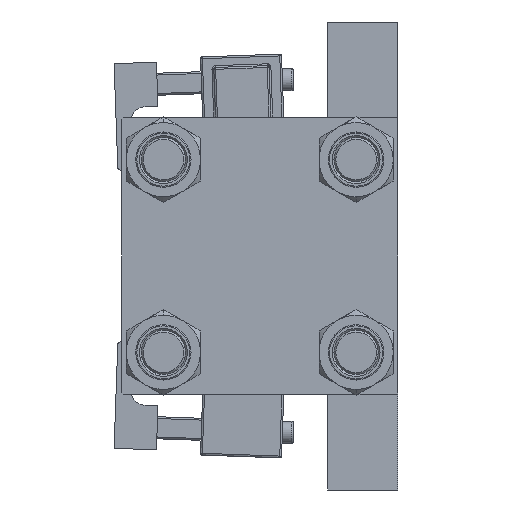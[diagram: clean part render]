
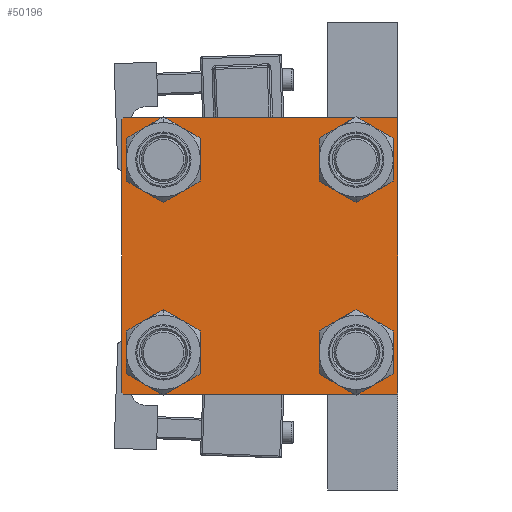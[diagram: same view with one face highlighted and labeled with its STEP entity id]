
A CAD part, left-side view. The second image highlights one B-rep face of the part: STEP entity #50196.
In plain terms, the highlighted planar face has unit normal (-1, 0, 0).
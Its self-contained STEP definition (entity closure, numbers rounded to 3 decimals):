
#625 = CARTESIAN_POINT ( 'NONE',  ( 0., 0., 0. ) ) ;
#842 = VERTEX_POINT ( 'NONE', #22507 ) ;
#1558 = CARTESIAN_POINT ( 'NONE',  ( 0., 37.5, 37.5 ) ) ;
#1644 = ORIENTED_EDGE ( 'NONE', *, *, #22127, .T. ) ;
#1689 = ORIENTED_EDGE ( 'NONE', *, *, #45697, .T. ) ;
#2409 = CARTESIAN_POINT ( 'NONE',  ( 0., 37.5, -37.5 ) ) ;
#2578 = AXIS2_PLACEMENT_3D ( 'NONE', #11243, #35422, #47895 ) ;
#3961 = LINE ( 'NONE', #19805, #13208 ) ;
#4992 = AXIS2_PLACEMENT_3D ( 'NONE', #625, #24019, #44012 ) ;
#5605 = CARTESIAN_POINT ( 'NONE',  ( 0., -37.5, 37. ) ) ;
#5868 = AXIS2_PLACEMENT_3D ( 'NONE', #13810, #29676, #45512 ) ;
#5991 = CARTESIAN_POINT ( 'NONE',  ( 0., 26.15, -19.65 ) ) ;
#6128 = ORIENTED_EDGE ( 'NONE', *, *, #12732, .T. ) ;
#8170 = PLANE ( 'NONE',  #4992 ) ;
#8518 = EDGE_LOOP ( 'NONE', ( #10949, #38419 ) ) ;
#8679 = CARTESIAN_POINT ( 'NONE',  ( 0., -37., 37.5 ) ) ;
#8686 = DIRECTION ( 'NONE',  ( 0., 0., 1. ) ) ;
#8716 = ORIENTED_EDGE ( 'NONE', *, *, #49348, .T. ) ;
#9210 = CIRCLE ( 'NONE', #5868, 6.5 ) ;
#9328 = CARTESIAN_POINT ( 'NONE',  ( 0., 37., -37.5 ) ) ;
#9777 = EDGE_CURVE ( 'NONE', #34421, #24233, #37104, .T. ) ;
#10089 = CARTESIAN_POINT ( 'NONE',  ( 0., -26.15, -19.65 ) ) ;
#10455 = VERTEX_POINT ( 'NONE', #26599 ) ;
#10596 = AXIS2_PLACEMENT_3D ( 'NONE', #19202, #35062, #15310 ) ;
#10598 = DIRECTION ( 'NONE',  ( 1., 0., 0. ) ) ;
#10949 = ORIENTED_EDGE ( 'NONE', *, *, #47875, .T. ) ;
#10972 = VERTEX_POINT ( 'NONE', #5991 ) ;
#11243 = CARTESIAN_POINT ( 'NONE',  ( 0., -26.15, 26.15 ) ) ;
#11450 = CIRCLE ( 'NONE', #10596, 6.5 ) ;
#11587 = DIRECTION ( 'NONE',  ( 1., 0., 0. ) ) ;
#11991 = ORIENTED_EDGE ( 'NONE', *, *, #48058, .T. ) ;
#12057 = FACE_BOUND ( 'NONE', #8518, .T. ) ;
#12321 = FACE_OUTER_BOUND ( 'NONE', #19256, .T. ) ;
#12573 = CARTESIAN_POINT ( 'NONE',  ( 0., 26.15, 26.15 ) ) ;
#12587 = CARTESIAN_POINT ( 'NONE',  ( 0., -26.15, -26.15 ) ) ;
#12732 = EDGE_CURVE ( 'NONE', #42952, #10455, #25711, .T. ) ;
#12736 = CARTESIAN_POINT ( 'NONE',  ( 0., -37., -37.5 ) ) ;
#13208 = VECTOR ( 'NONE', #46591, 1000. ) ;
#13810 = CARTESIAN_POINT ( 'NONE',  ( 0., -26.15, 26.15 ) ) ;
#14485 = CARTESIAN_POINT ( 'NONE',  ( 0., -26.15, -26.15 ) ) ;
#14857 = VECTOR ( 'NONE', #17751, 1000. ) ;
#15310 = DIRECTION ( 'NONE',  ( 0., 0., 1. ) ) ;
#15472 = EDGE_CURVE ( 'NONE', #40222, #24233, #38751, .T. ) ;
#15964 = DIRECTION ( 'NONE',  ( 1., 0., 0. ) ) ;
#17218 = AXIS2_PLACEMENT_3D ( 'NONE', #12587, #20902, #8686 ) ;
#17356 = VERTEX_POINT ( 'NONE', #34043 ) ;
#17401 = LINE ( 'NONE', #24426, #38825 ) ;
#17751 = DIRECTION ( 'NONE',  ( 0., 0.707, -0.707 ) ) ;
#17911 = DIRECTION ( 'NONE',  ( 0., 0., -1. ) ) ;
#18155 = CARTESIAN_POINT ( 'NONE',  ( 0., 37.5, 37.5 ) ) ;
#18402 = LINE ( 'NONE', #18155, #24254 ) ;
#18481 = VERTEX_POINT ( 'NONE', #8679 ) ;
#19202 = CARTESIAN_POINT ( 'NONE',  ( 0., 26.15, -26.15 ) ) ;
#19256 = EDGE_LOOP ( 'NONE', ( #6128, #1689, #8716, #26938, #21883, #27513, #28860, #11991 ) ) ;
#19332 = FACE_BOUND ( 'NONE', #19942, .T. ) ;
#19452 = LINE ( 'NONE', #2409, #40621 ) ;
#19805 = CARTESIAN_POINT ( 'NONE',  ( 0., -37.25, 37.25 ) ) ;
#19942 = EDGE_LOOP ( 'NONE', ( #1644, #20099 ) ) ;
#20099 = ORIENTED_EDGE ( 'NONE', *, *, #22860, .T. ) ;
#20759 = VERTEX_POINT ( 'NONE', #42268 ) ;
#20902 = DIRECTION ( 'NONE',  ( 1., 0., 0. ) ) ;
#21650 = CARTESIAN_POINT ( 'NONE',  ( 0., 37.25, 37.25 ) ) ;
#21883 = ORIENTED_EDGE ( 'NONE', *, *, #9777, .F. ) ;
#22127 = EDGE_CURVE ( 'NONE', #23440, #49035, #37141, .T. ) ;
#22323 = CIRCLE ( 'NONE', #24003, 6.5 ) ;
#22465 = CIRCLE ( 'NONE', #2578, 6.5 ) ;
#22507 = CARTESIAN_POINT ( 'NONE',  ( 0., -26.15, 19.65 ) ) ;
#22651 = CARTESIAN_POINT ( 'NONE',  ( 0., -37.25, -37.25 ) ) ;
#22860 = EDGE_CURVE ( 'NONE', #49035, #23440, #36323, .T. ) ;
#23026 = AXIS2_PLACEMENT_3D ( 'NONE', #14485, #10598, #50609 ) ;
#23172 = DIRECTION ( 'NONE',  ( 0., -0.707, 0.707 ) ) ;
#23296 = CARTESIAN_POINT ( 'NONE',  ( 0., 26.15, -26.15 ) ) ;
#23356 = EDGE_CURVE ( 'NONE', #34473, #10972, #11450, .T. ) ;
#23440 = VERTEX_POINT ( 'NONE', #10089 ) ;
#23545 = DIRECTION ( 'NONE',  ( 0., 0., 1. ) ) ;
#24003 = AXIS2_PLACEMENT_3D ( 'NONE', #39078, #50782, #26605 ) ;
#24019 = DIRECTION ( 'NONE',  ( -1., 0., 0. ) ) ;
#24233 = VERTEX_POINT ( 'NONE', #47352 ) ;
#24254 = VECTOR ( 'NONE', #41297, 1000. ) ;
#24426 = CARTESIAN_POINT ( 'NONE',  ( 0., 37.25, -37.25 ) ) ;
#25213 = EDGE_CURVE ( 'NONE', #34421, #18481, #3961, .T. ) ;
#25711 = LINE ( 'NONE', #1558, #43837 ) ;
#26153 = VERTEX_POINT ( 'NONE', #9328 ) ;
#26599 = CARTESIAN_POINT ( 'NONE',  ( 0., 37.5, -37. ) ) ;
#26605 = DIRECTION ( 'NONE',  ( 0., 0., 1. ) ) ;
#26938 = ORIENTED_EDGE ( 'NONE', *, *, #15472, .T. ) ;
#27418 = ORIENTED_EDGE ( 'NONE', *, *, #29581, .T. ) ;
#27513 = ORIENTED_EDGE ( 'NONE', *, *, #25213, .T. ) ;
#28721 = VECTOR ( 'NONE', #23172, 1000. ) ;
#28860 = ORIENTED_EDGE ( 'NONE', *, *, #36503, .F. ) ;
#29450 = LINE ( 'NONE', #21650, #14857 ) ;
#29581 = EDGE_CURVE ( 'NONE', #842, #20759, #9210, .T. ) ;
#29676 = DIRECTION ( 'NONE',  ( 1., 0., 0. ) ) ;
#31057 = EDGE_LOOP ( 'NONE', ( #33528, #50376 ) ) ;
#31271 = CARTESIAN_POINT ( 'NONE',  ( 0., 26.15, -32.65 ) ) ;
#32434 = EDGE_LOOP ( 'NONE', ( #37804, #27418 ) ) ;
#32582 = CARTESIAN_POINT ( 'NONE',  ( 0., 26.15, 19.65 ) ) ;
#33258 = EDGE_CURVE ( 'NONE', #20759, #842, #22465, .T. ) ;
#33528 = ORIENTED_EDGE ( 'NONE', *, *, #41865, .T. ) ;
#33829 = AXIS2_PLACEMENT_3D ( 'NONE', #23296, #11587, #23545 ) ;
#34043 = CARTESIAN_POINT ( 'NONE',  ( 0., 37., 37.5 ) ) ;
#34421 = VERTEX_POINT ( 'NONE', #5605 ) ;
#34473 = VERTEX_POINT ( 'NONE', #31271 ) ;
#34821 = CIRCLE ( 'NONE', #49745, 6.5 ) ;
#35062 = DIRECTION ( 'NONE',  ( 1., 0., 0. ) ) ;
#35422 = DIRECTION ( 'NONE',  ( 1., 0., 0. ) ) ;
#35449 = DIRECTION ( 'NONE',  ( 0., 0., 1. ) ) ;
#36323 = CIRCLE ( 'NONE', #23026, 6.5 ) ;
#36503 = EDGE_CURVE ( 'NONE', #17356, #18481, #18402, .T. ) ;
#37104 = LINE ( 'NONE', #45909, #48721 ) ;
#37141 = CIRCLE ( 'NONE', #17218, 6.5 ) ;
#37804 = ORIENTED_EDGE ( 'NONE', *, *, #33258, .T. ) ;
#38419 = ORIENTED_EDGE ( 'NONE', *, *, #48741, .T. ) ;
#38583 = VERTEX_POINT ( 'NONE', #44806 ) ;
#38751 = LINE ( 'NONE', #22651, #28721 ) ;
#38825 = VECTOR ( 'NONE', #49351, 1000. ) ;
#38889 = CARTESIAN_POINT ( 'NONE',  ( 0., 37.5, 37. ) ) ;
#39078 = CARTESIAN_POINT ( 'NONE',  ( 0., 26.15, 26.15 ) ) ;
#40222 = VERTEX_POINT ( 'NONE', #12736 ) ;
#40621 = VECTOR ( 'NONE', #47277, 1000. ) ;
#41297 = DIRECTION ( 'NONE',  ( 0., -1., 0. ) ) ;
#41504 = DIRECTION ( 'NONE',  ( 0., 0., -1. ) ) ;
#41865 = EDGE_CURVE ( 'NONE', #10972, #34473, #45487, .T. ) ;
#42268 = CARTESIAN_POINT ( 'NONE',  ( 0., -26.15, 32.65 ) ) ;
#42952 = VERTEX_POINT ( 'NONE', #38889 ) ;
#43264 = VERTEX_POINT ( 'NONE', #32582 ) ;
#43757 = FACE_BOUND ( 'NONE', #32434, .T. ) ;
#43837 = VECTOR ( 'NONE', #17911, 1000. ) ;
#44012 = DIRECTION ( 'NONE',  ( 0., 0., 1. ) ) ;
#44806 = CARTESIAN_POINT ( 'NONE',  ( 0., 26.15, 32.65 ) ) ;
#45487 = CIRCLE ( 'NONE', #33829, 6.5 ) ;
#45512 = DIRECTION ( 'NONE',  ( 0., 0., 1. ) ) ;
#45697 = EDGE_CURVE ( 'NONE', #10455, #26153, #17401, .T. ) ;
#45909 = CARTESIAN_POINT ( 'NONE',  ( 0., -37.5, 37.5 ) ) ;
#46591 = DIRECTION ( 'NONE',  ( 0., 0.707, 0.707 ) ) ;
#47277 = DIRECTION ( 'NONE',  ( 0., -1., 0. ) ) ;
#47352 = CARTESIAN_POINT ( 'NONE',  ( 0., -37.5, -37. ) ) ;
#47875 = EDGE_CURVE ( 'NONE', #38583, #43264, #22323, .T. ) ;
#47895 = DIRECTION ( 'NONE',  ( 0., 0., 1. ) ) ;
#48058 = EDGE_CURVE ( 'NONE', #17356, #42952, #29450, .T. ) ;
#48182 = FACE_BOUND ( 'NONE', #31057, .T. ) ;
#48721 = VECTOR ( 'NONE', #41504, 1000. ) ;
#48741 = EDGE_CURVE ( 'NONE', #43264, #38583, #34821, .T. ) ;
#48745 = CARTESIAN_POINT ( 'NONE',  ( 0., -26.15, -32.65 ) ) ;
#49035 = VERTEX_POINT ( 'NONE', #48745 ) ;
#49348 = EDGE_CURVE ( 'NONE', #26153, #40222, #19452, .T. ) ;
#49351 = DIRECTION ( 'NONE',  ( 0., -0.707, -0.707 ) ) ;
#49745 = AXIS2_PLACEMENT_3D ( 'NONE', #12573, #15964, #35449 ) ;
#50196 = ADVANCED_FACE ( 'NONE', ( #43757, #19332, #48182, #12057, #12321 ), #8170, .T. ) ;
#50376 = ORIENTED_EDGE ( 'NONE', *, *, #23356, .T. ) ;
#50609 = DIRECTION ( 'NONE',  ( 0., 0., 1. ) ) ;
#50782 = DIRECTION ( 'NONE',  ( 1., 0., 0. ) ) ;
